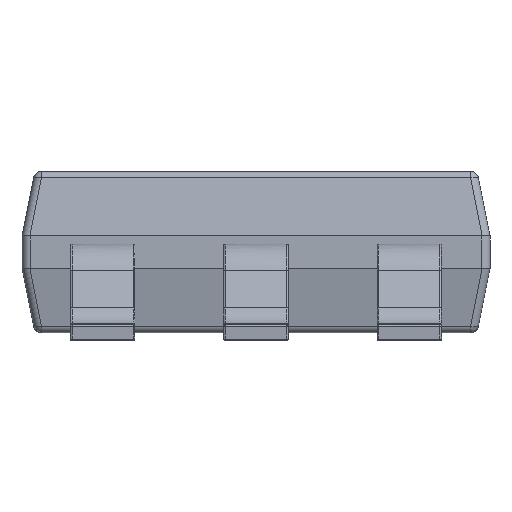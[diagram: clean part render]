
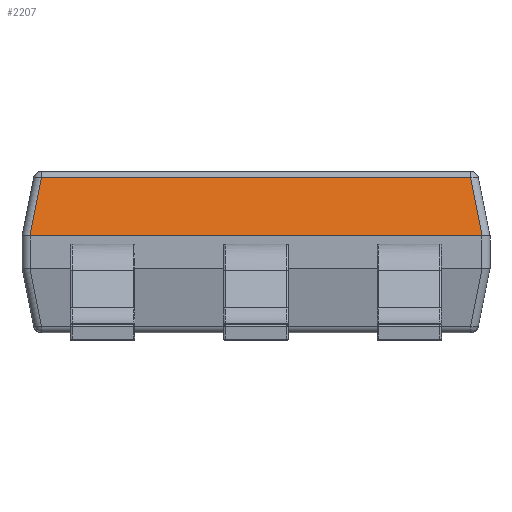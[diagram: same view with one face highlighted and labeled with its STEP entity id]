
A CAD part, left-side view. The second image highlights one B-rep face of the part: STEP entity #2207.
In plain terms, the highlighted free-form (B-spline) face has degree [1, 1] with [2, 2] control points.
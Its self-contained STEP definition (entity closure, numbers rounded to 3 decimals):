
#1909 = EDGE_CURVE('',#1910,#1912,#1914,.T.);
#1910 = VERTEX_POINT('',#1911);
#1911 = CARTESIAN_POINT('',(-0.8,-1.4,0.664));
#1912 = VERTEX_POINT('',#1913);
#1913 = CARTESIAN_POINT('',(-0.8,1.4,0.664));
#1914 = B_SPLINE_CURVE_WITH_KNOTS('',1,(#1915,#1916),.UNSPECIFIED.,.F.,
  .F.,(2,2),(-2.85,-0.05),.PIECEWISE_BEZIER_KNOTS.);
#1915 = CARTESIAN_POINT('',(-0.8,-1.4,0.664));
#1916 = CARTESIAN_POINT('',(-0.8,1.4,0.664));
#2207 = ADVANCED_FACE('',(#2208),#2248,.T.);
#2208 = FACE_BOUND('',#2209,.T.);
#2209 = EDGE_LOOP('',(#2210,#2219,#2226,#2227,#2236,#2243));
#2210 = ORIENTED_EDGE('',*,*,#2211,.T.);
#2211 = EDGE_CURVE('',#2212,#2214,#2216,.T.);
#2212 = VERTEX_POINT('',#2213);
#2213 = CARTESIAN_POINT('',(-0.728,1.329,
    1.024));
#2214 = VERTEX_POINT('',#2215);
#2215 = CARTESIAN_POINT('',(-0.8,1.401,
    0.664));
#2216 = B_SPLINE_CURVE_WITH_KNOTS('',1,(#2217,#2218),.UNSPECIFIED.,.F.,
  .F.,(2,2),(0.296,0.67),.PIECEWISE_BEZIER_KNOTS.);
#2217 = CARTESIAN_POINT('',(-0.728,1.329,
    1.024));
#2218 = CARTESIAN_POINT('',(-0.8,1.401,
    0.664));
#2219 = ORIENTED_EDGE('',*,*,#2220,.T.);
#2220 = EDGE_CURVE('',#2214,#1912,#2221,.T.);
#2221 = ( BOUNDED_CURVE() B_SPLINE_CURVE(3,(#2222,#2223,#2224,#2225),
.UNSPECIFIED.,.F.,.F.) B_SPLINE_CURVE_WITH_KNOTS((4,4),(6.264,
6.283),.PIECEWISE_BEZIER_KNOTS.) CURVE() 
GEOMETRIC_REPRESENTATION_ITEM() RATIONAL_B_SPLINE_CURVE((1.,
1.,1.,1.)) REPRESENTATION_ITEM('') );
#2222 = CARTESIAN_POINT('',(-0.8,1.401,
    0.664));
#2223 = CARTESIAN_POINT('',(-0.8,1.401,
    0.664));
#2224 = CARTESIAN_POINT('',(-0.8,1.4,0.664));
#2225 = CARTESIAN_POINT('',(-0.8,1.4,0.664));
#2226 = ORIENTED_EDGE('',*,*,#1909,.F.);
#2227 = ORIENTED_EDGE('',*,*,#2228,.T.);
#2228 = EDGE_CURVE('',#1910,#2229,#2231,.T.);
#2229 = VERTEX_POINT('',#2230);
#2230 = CARTESIAN_POINT('',(-0.8,-1.401,
    0.664));
#2231 = ( BOUNDED_CURVE() B_SPLINE_CURVE(3,(#2232,#2233,#2234,#2235),
.UNSPECIFIED.,.F.,.F.) B_SPLINE_CURVE_WITH_KNOTS((4,4),(
    0.,0.019),.PIECEWISE_BEZIER_KNOTS.) 
CURVE() GEOMETRIC_REPRESENTATION_ITEM() RATIONAL_B_SPLINE_CURVE((1.,
1.,1.,1.)) REPRESENTATION_ITEM('') );
#2232 = CARTESIAN_POINT('',(-0.8,-1.4,0.664));
#2233 = CARTESIAN_POINT('',(-0.8,-1.4,0.664));
#2234 = CARTESIAN_POINT('',(-0.8,-1.401,
    0.664));
#2235 = CARTESIAN_POINT('',(-0.8,-1.401,
    0.664));
#2236 = ORIENTED_EDGE('',*,*,#2237,.T.);
#2237 = EDGE_CURVE('',#2229,#2238,#2240,.T.);
#2238 = VERTEX_POINT('',#2239);
#2239 = CARTESIAN_POINT('',(-0.728,-1.329,
    1.024));
#2240 = B_SPLINE_CURVE_WITH_KNOTS('',1,(#2241,#2242),.UNSPECIFIED.,.F.,
  .F.,(2,2),(-0.67,-0.296),.PIECEWISE_BEZIER_KNOTS.);
#2241 = CARTESIAN_POINT('',(-0.8,-1.401,
    0.664));
#2242 = CARTESIAN_POINT('',(-0.728,-1.329,
    1.024));
#2243 = ORIENTED_EDGE('',*,*,#2244,.T.);
#2244 = EDGE_CURVE('',#2238,#2212,#2245,.T.);
#2245 = B_SPLINE_CURVE_WITH_KNOTS('',1,(#2246,#2247),.UNSPECIFIED.,.F.,
  .F.,(2,2),(-1.329,1.329),.PIECEWISE_BEZIER_KNOTS.);
#2246 = CARTESIAN_POINT('',(-0.728,-1.329,
    1.024));
#2247 = CARTESIAN_POINT('',(-0.728,1.329,
    1.024));
#2248 = B_SPLINE_SURFACE_WITH_KNOTS('',1,1,(
    (#2249,#2250)
    ,(#2251,#2252
    )),.UNSPECIFIED.,.F.,.F.,.F.,(2,2),(2,2),(-1.401,
    1.401),(0.041,0.408),
  .PIECEWISE_BEZIER_KNOTS.);
#2249 = CARTESIAN_POINT('',(-0.728,-1.401,
    1.024));
#2250 = CARTESIAN_POINT('',(-0.8,-1.401,0.664));
#2251 = CARTESIAN_POINT('',(-0.728,1.401,
    1.024));
#2252 = CARTESIAN_POINT('',(-0.8,1.401,0.664));
